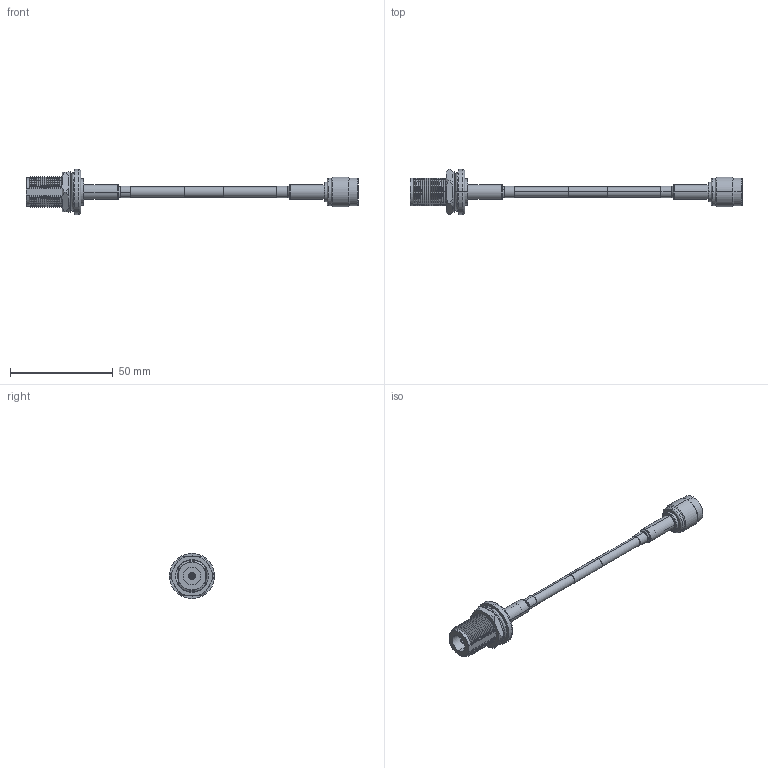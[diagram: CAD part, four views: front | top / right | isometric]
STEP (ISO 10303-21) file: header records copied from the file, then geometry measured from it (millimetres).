
FILE_DESCRIPTION (( 'STEP AP203' ), '1' );
FILE_NAME ('LCCA30691.STEP', '2020-09-24T17:00:51', ( '' ), ( '' ), 'SwSTEP 2.0', 'SolidWorks 2018', '' );
FILE_SCHEMA (( 'CONFIG_CONTROL_DESIGN' ));
Length unit declared in the file: inch
Products named in the file (15): 3AA03-013; CA-195R-MA1_.195"x1"; ATM-1700; ATM-1700-MA1; Part3^LCCA30691; 3AA02-017; LCCA30691; ANF-3700; ANF-3700-MA2; RG58C-PROD; ANF-3700-MA1; ANF-3700-MA3; ANF-3700-MA4; ATM-1700-MA2
Assembly tree (15 placements, depth 3):
  LCCA30691
    RG58C-PROD
    Part3^LCCA30691
    ANF-3700
      ANF-3700-MA1
      ANF-3700-MA3
      3AA03-013
      3AA02-017
      ANF-3700-MA4
      ANF-3700-MA2
    CA-195R-MA1_.195"x1"  x2
    ATM-1700
      ATM-1700
      ATM-1700-MA1
      ATM-1700-MA2
Bounding box: 161.17 x 22 x 22 mm (x, y, z)
Volume: 9157.4 mm3; surface area: 12538 mm2
Topology: 13 solids, 13 shells, 553 faces, 1432 edges, 918 vertices
Faces by surface type: cylinder 215, cone 181, plane 133, torus 24
Entity records: 18903 total; most frequent: CARTESIAN_POINT 4043, DIRECTION 2874, ORIENTED_EDGE 2768, EDGE_CURVE 1384, AXIS2_PLACEMENT_3D 1167, VERTEX_POINT 894, CIRCLE 616, EDGE_LOOP 574
